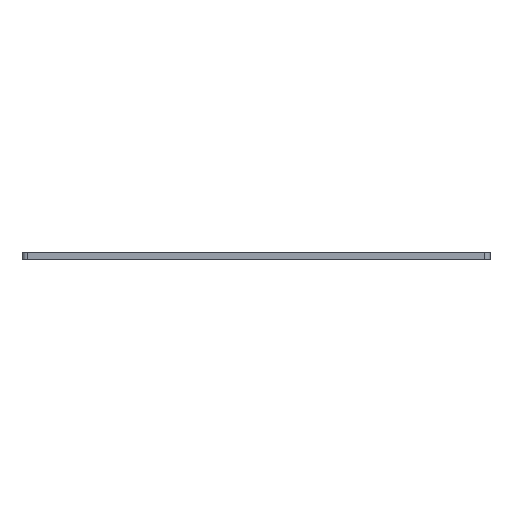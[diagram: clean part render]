
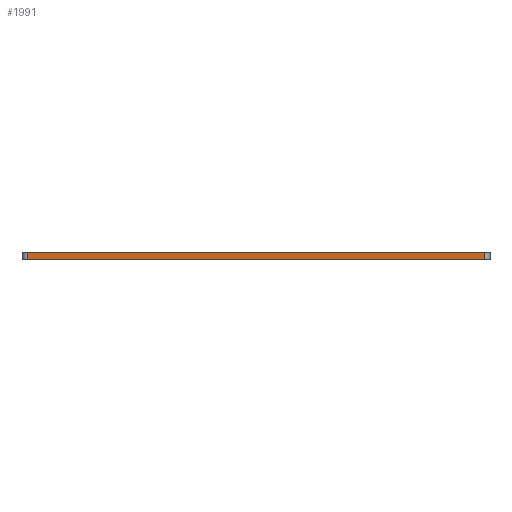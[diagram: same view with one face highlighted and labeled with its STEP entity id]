
A CAD part, left-side view. The second image highlights one B-rep face of the part: STEP entity #1991.
In plain terms, the highlighted planar face has unit normal (-1, 0, 0).
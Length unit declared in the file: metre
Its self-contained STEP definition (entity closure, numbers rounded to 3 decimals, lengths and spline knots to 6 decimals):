
#40=PLANE('',#2176);
#208=LINE('',#3280,#400);
#209=LINE('',#3283,#401);
#210=LINE('',#3285,#402);
#211=LINE('',#3287,#403);
#400=VECTOR('',#2659,1.);
#401=VECTOR('',#2660,1.);
#402=VECTOR('',#2661,1.);
#403=VECTOR('',#2662,1.);
#706=ORIENTED_EDGE('',*,*,#1242,.T.);
#707=ORIENTED_EDGE('',*,*,#1243,.T.);
#708=ORIENTED_EDGE('',*,*,#1244,.F.);
#709=ORIENTED_EDGE('',*,*,#1245,.T.);
#1242=EDGE_CURVE('',#1490,#1491,#208,.T.);
#1243=EDGE_CURVE('',#1491,#1492,#209,.F.);
#1244=EDGE_CURVE('',#1493,#1492,#210,.T.);
#1245=EDGE_CURVE('',#1493,#1490,#211,.T.);
#1490=VERTEX_POINT('',#3281);
#1491=VERTEX_POINT('',#3282);
#1492=VERTEX_POINT('',#3284);
#1493=VERTEX_POINT('',#3286);
#1663=EDGE_LOOP('',(#706,#707,#708,#709));
#1803=FACE_BOUND('',#1663,.T.);
#1991=ADVANCED_FACE('',(#1803),#40,.F.);
#2176=AXIS2_PLACEMENT_3D('',#3279,#2657,#2658);
#2657=DIRECTION('',(1.,0.,0.));
#2658=DIRECTION('',(0.,1.,0.));
#2659=DIRECTION('',(0.,-1.,0.));
#2660=DIRECTION('',(0.,0.,-1.));
#2661=DIRECTION('',(0.,-1.,0.));
#2662=DIRECTION('',(0.,0.,-1.));
#3279=CARTESIAN_POINT('',(-0.09,0.,0.003));
#3280=CARTESIAN_POINT('',(-0.09,0.,0.));
#3281=CARTESIAN_POINT('',(-0.09,0.088,0.));
#3282=CARTESIAN_POINT('',(-0.09,-0.088,0.));
#3283=CARTESIAN_POINT('',(-0.09,-0.088,0.003));
#3284=CARTESIAN_POINT('',(-0.09,-0.088,0.003));
#3285=CARTESIAN_POINT('',(-0.09,0.,0.003));
#3286=CARTESIAN_POINT('',(-0.09,0.088,0.003));
#3287=CARTESIAN_POINT('',(-0.09,0.088,0.003));
